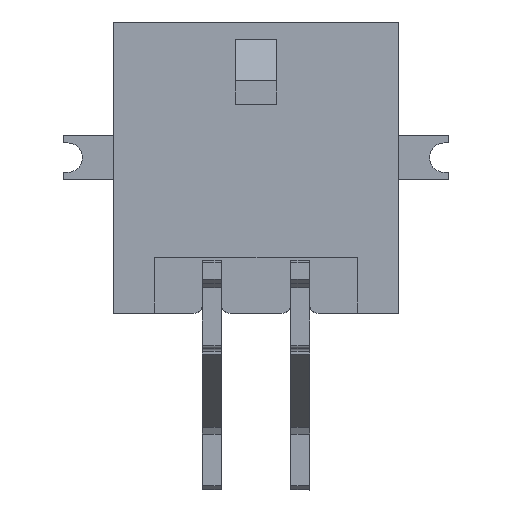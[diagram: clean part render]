
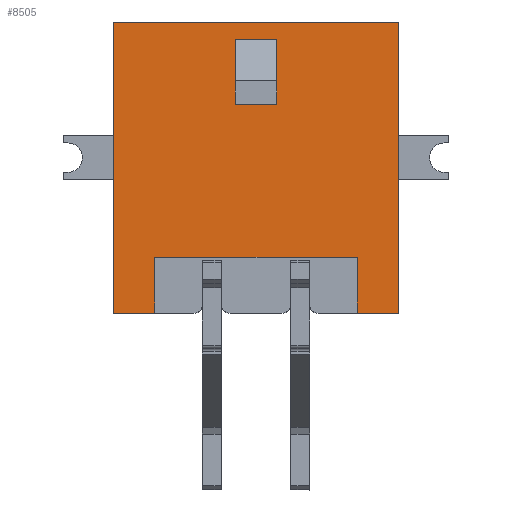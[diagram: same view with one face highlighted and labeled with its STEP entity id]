
A CAD part, top view. The second image highlights one B-rep face of the part: STEP entity #8505.
In plain terms, the highlighted face is planar.
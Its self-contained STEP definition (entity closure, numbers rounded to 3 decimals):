
#686=ORIENTED_EDGE('',*,*,#2165,.F.);
#687=ORIENTED_EDGE('',*,*,#2357,.F.);
#688=ORIENTED_EDGE('',*,*,#2358,.T.);
#689=ORIENTED_EDGE('',*,*,#2359,.T.);
#690=ORIENTED_EDGE('',*,*,#2360,.F.);
#691=ORIENTED_EDGE('',*,*,#2361,.F.);
#692=ORIENTED_EDGE('',*,*,#2160,.F.);
#693=ORIENTED_EDGE('',*,*,#2163,.F.);
#694=ORIENTED_EDGE('',*,*,#2138,.T.);
#695=ORIENTED_EDGE('',*,*,#2145,.T.);
#696=ORIENTED_EDGE('',*,*,#2134,.F.);
#697=ORIENTED_EDGE('',*,*,#2143,.F.);
#2134=EDGE_CURVE('',#3019,#3020,#3626,.T.);
#2138=EDGE_CURVE('',#3023,#3024,#3630,.T.);
#2143=EDGE_CURVE('',#3023,#3019,#3635,.T.);
#2145=EDGE_CURVE('',#3024,#3020,#3637,.T.);
#2160=EDGE_CURVE('',#3039,#3040,#3648,.T.);
#2163=EDGE_CURVE('',#3041,#3039,#3651,.T.);
#2165=EDGE_CURVE('',#3042,#3041,#3653,.T.);
#2357=EDGE_CURVE('',#3175,#3042,#3837,.T.);
#2358=EDGE_CURVE('',#3175,#3176,#3838,.T.);
#2359=EDGE_CURVE('',#3176,#3177,#3839,.T.);
#2360=EDGE_CURVE('',#3178,#3177,#3840,.T.);
#2361=EDGE_CURVE('',#3040,#3178,#3841,.T.);
#3019=VERTEX_POINT('',#11208);
#3020=VERTEX_POINT('',#11209);
#3023=VERTEX_POINT('',#11217);
#3024=VERTEX_POINT('',#11218);
#3039=VERTEX_POINT('',#11260);
#3040=VERTEX_POINT('',#11261);
#3041=VERTEX_POINT('',#11266);
#3042=VERTEX_POINT('',#11270);
#3175=VERTEX_POINT('',#11648);
#3176=VERTEX_POINT('',#11650);
#3177=VERTEX_POINT('',#11652);
#3178=VERTEX_POINT('',#11654);
#3626=LINE('',#11207,#4474);
#3630=LINE('',#11216,#4478);
#3635=LINE('',#11226,#4483);
#3637=LINE('',#11230,#4485);
#3648=LINE('',#11259,#4496);
#3651=LINE('',#11265,#4499);
#3653=LINE('',#11269,#4501);
#3837=LINE('',#11647,#4685);
#3838=LINE('',#11649,#4686);
#3839=LINE('',#11651,#4687);
#3840=LINE('',#11653,#4688);
#3841=LINE('',#11655,#4689);
#4474=VECTOR('',#9433,1000.);
#4478=VECTOR('',#9439,1000.);
#4483=VECTOR('',#9446,1000.);
#4485=VECTOR('',#9452,1000.);
#4496=VECTOR('',#9475,1000.);
#4499=VECTOR('',#9480,1000.);
#4501=VECTOR('',#9484,1000.);
#4685=VECTOR('',#9790,1000.);
#4686=VECTOR('',#9791,1000.);
#4687=VECTOR('',#9792,1000.);
#4688=VECTOR('',#9793,1000.);
#4689=VECTOR('',#9794,1000.);
#5214=EDGE_LOOP('',(#686,#687,#688,#689,#690,#691,#692,#693));
#5215=EDGE_LOOP('',(#694,#695,#696,#697));
#5558=FACE_BOUND('',#5214,.T.);
#5559=FACE_BOUND('',#5215,.T.);
#5898=PLANE('',#8853);
#8505=ADVANCED_FACE('',(#5558,#5559),#5898,.T.);
#8853=AXIS2_PLACEMENT_3D('',#11646,#9788,#9789);
#9433=DIRECTION('',(0.,0.,1.));
#9439=DIRECTION('',(0.,0.,1.));
#9446=DIRECTION('',(0.,-1.,0.));
#9452=DIRECTION('',(0.,-1.,0.));
#9475=DIRECTION('',(0.,0.,-1.));
#9480=DIRECTION('',(0.,1.,0.));
#9484=DIRECTION('',(0.,0.,1.));
#9788=DIRECTION('',(-1.,0.,0.));
#9789=DIRECTION('',(0.,0.,1.));
#9790=DIRECTION('',(0.,1.,0.));
#9791=DIRECTION('',(0.,0.,1.));
#9792=DIRECTION('',(0.,1.,0.));
#9793=DIRECTION('',(0.,0.,1.));
#9794=DIRECTION('',(0.,1.,0.));
#11207=CARTESIAN_POINT('',(-3.43,-0.7,2.15));
#11208=CARTESIAN_POINT('',(-3.43,-0.7,2.15));
#11209=CARTESIAN_POINT('',(-3.43,-0.7,4.35));
#11216=CARTESIAN_POINT('',(-3.43,0.7,2.15));
#11217=CARTESIAN_POINT('',(-3.43,0.7,2.15));
#11218=CARTESIAN_POINT('',(-3.43,0.7,4.35));
#11226=CARTESIAN_POINT('',(-3.43,0.7,2.15));
#11230=CARTESIAN_POINT('',(-3.43,0.7,4.35));
#11259=CARTESIAN_POINT('',(-3.43,3.45,-3.05));
#11260=CARTESIAN_POINT('',(-3.43,3.45,-3.05));
#11261=CARTESIAN_POINT('',(-3.43,3.45,-4.95));
#11265=CARTESIAN_POINT('',(-3.43,-3.45,-3.05));
#11266=CARTESIAN_POINT('',(-3.43,-3.45,-3.05));
#11269=CARTESIAN_POINT('',(-3.43,-3.45,-4.95));
#11270=CARTESIAN_POINT('',(-3.43,-3.45,-4.95));
#11646=CARTESIAN_POINT('',(-3.43,-4.85,-4.95));
#11647=CARTESIAN_POINT('',(-3.43,-4.85,-4.95));
#11648=CARTESIAN_POINT('',(-3.43,-4.85,-4.95));
#11649=CARTESIAN_POINT('',(-3.43,-4.85,-4.95));
#11650=CARTESIAN_POINT('',(-3.43,-4.85,4.95));
#11651=CARTESIAN_POINT('',(-3.43,-4.85,4.95));
#11652=CARTESIAN_POINT('',(-3.43,4.85,4.95));
#11653=CARTESIAN_POINT('',(-3.43,4.85,-4.95));
#11654=CARTESIAN_POINT('',(-3.43,4.85,-4.95));
#11655=CARTESIAN_POINT('',(-3.43,-4.85,-4.95));
